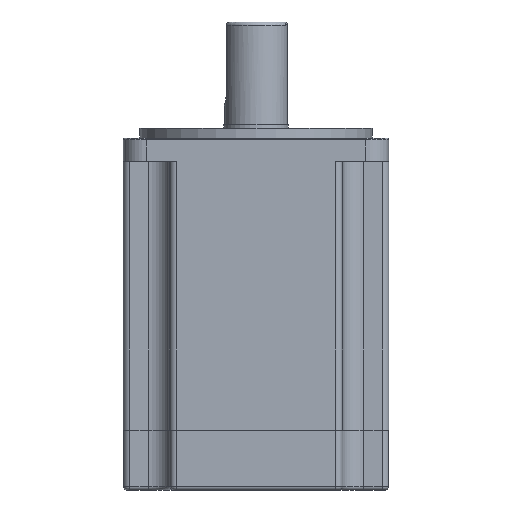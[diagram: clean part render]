
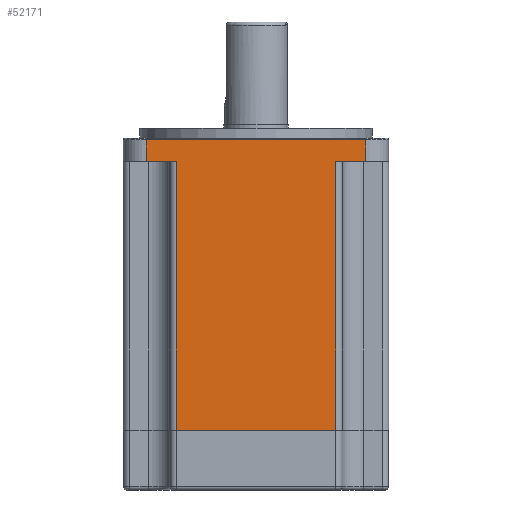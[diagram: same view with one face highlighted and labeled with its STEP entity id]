
A CAD part, front view. The second image highlights one B-rep face of the part: STEP entity #52171.
In plain terms, the highlighted planar face has unit normal (0, -1, 0).
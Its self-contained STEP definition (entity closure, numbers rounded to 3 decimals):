
#1324 = VECTOR ( 'NONE', #37136, 1000. ) ;
#2073 = EDGE_CURVE ( 'NONE', #22973, #40917, #48776, .T. ) ;
#2597 = ORIENTED_EDGE ( 'NONE', *, *, #54008, .T. ) ;
#2966 = DIRECTION ( 'NONE',  ( 0., 0., 1. ) ) ;
#3498 = EDGE_CURVE ( 'NONE', #22973, #11905, #15169, .T. ) ;
#4496 = VECTOR ( 'NONE', #17338, 1000. ) ;
#5168 = VERTEX_POINT ( 'NONE', #23889 ) ;
#6273 = CARTESIAN_POINT ( 'NONE',  ( -33., -40., -0.5 ) ) ;
#6444 = DIRECTION ( 'NONE',  ( -1., 0., 0. ) ) ;
#9495 = VECTOR ( 'NONE', #40845, 1000. ) ;
#10288 = EDGE_CURVE ( 'NONE', #36139, #11905, #46302, .T. ) ;
#10506 = CARTESIAN_POINT ( 'NONE',  ( 33., -40., -7. ) ) ;
#10672 = VERTEX_POINT ( 'NONE', #6273 ) ;
#11827 = FACE_OUTER_BOUND ( 'NONE', #39368, .T. ) ;
#11905 = VERTEX_POINT ( 'NONE', #23976 ) ;
#12639 = VECTOR ( 'NONE', #15263, 1000. ) ;
#14505 = ORIENTED_EDGE ( 'NONE', *, *, #19950, .F. ) ;
#15107 = LINE ( 'NONE', #53384, #1324 ) ;
#15169 = LINE ( 'NONE', #45891, #39412 ) ;
#15263 = DIRECTION ( 'NONE',  ( 0., 0., -1. ) ) ;
#17338 = DIRECTION ( 'NONE',  ( -1., 0., 0. ) ) ;
#17622 = ORIENTED_EDGE ( 'NONE', *, *, #29158, .F. ) ;
#18632 = EDGE_CURVE ( 'NONE', #36139, #5168, #40856, .T. ) ;
#19652 = CARTESIAN_POINT ( 'NONE',  ( -24., -40., -7. ) ) ;
#19950 = EDGE_CURVE ( 'NONE', #21439, #41684, #28967, .T. ) ;
#21100 = DIRECTION ( 'NONE',  ( 0., 0., 1. ) ) ;
#21230 = ORIENTED_EDGE ( 'NONE', *, *, #18632, .T. ) ;
#21439 = VERTEX_POINT ( 'NONE', #30244 ) ;
#22973 = VERTEX_POINT ( 'NONE', #32681 ) ;
#22990 = ORIENTED_EDGE ( 'NONE', *, *, #2073, .F. ) ;
#23889 = CARTESIAN_POINT ( 'NONE',  ( 33., -40., -0.5 ) ) ;
#23976 = CARTESIAN_POINT ( 'NONE',  ( 24., -40., -7. ) ) ;
#25500 = EDGE_CURVE ( 'NONE', #21439, #40917, #50159, .T. ) ;
#26399 = PLANE ( 'NONE',  #44738 ) ;
#28967 = LINE ( 'NONE', #52074, #44771 ) ;
#29158 = EDGE_CURVE ( 'NONE', #41684, #10672, #15107, .T. ) ;
#30244 = CARTESIAN_POINT ( 'NONE',  ( -24., -40., -7. ) ) ;
#31428 = LINE ( 'NONE', #46243, #4496 ) ;
#32681 = CARTESIAN_POINT ( 'NONE',  ( 24., -40., -88. ) ) ;
#33731 = DIRECTION ( 'NONE',  ( -1., 0., 0. ) ) ;
#34418 = CARTESIAN_POINT ( 'NONE',  ( -24., -40., -88. ) ) ;
#35619 = CARTESIAN_POINT ( 'NONE',  ( -33., -40., -7. ) ) ;
#36139 = VERTEX_POINT ( 'NONE', #38212 ) ;
#37136 = DIRECTION ( 'NONE',  ( 0., 0., 1. ) ) ;
#38212 = CARTESIAN_POINT ( 'NONE',  ( 33., -40., -7. ) ) ;
#39368 = EDGE_LOOP ( 'NONE', ( #21230, #2597, #17622, #14505, #42934, #22990, #45833, #46364 ) ) ;
#39412 = VECTOR ( 'NONE', #21100, 1000. ) ;
#40225 = VECTOR ( 'NONE', #2966, 1000. ) ;
#40845 = DIRECTION ( 'NONE',  ( -1., 0., 0. ) ) ;
#40856 = LINE ( 'NONE', #10506, #40225 ) ;
#40917 = VERTEX_POINT ( 'NONE', #34418 ) ;
#41219 = CARTESIAN_POINT ( 'NONE',  ( -33., -40., -7. ) ) ;
#41684 = VERTEX_POINT ( 'NONE', #35619 ) ;
#42772 = DIRECTION ( 'NONE',  ( 0., 1., 0. ) ) ;
#42934 = ORIENTED_EDGE ( 'NONE', *, *, #25500, .T. ) ;
#43134 = DIRECTION ( 'NONE',  ( -1., 0., 0. ) ) ;
#44738 = AXIS2_PLACEMENT_3D ( 'NONE', #51103, #42772, #43134 ) ;
#44771 = VECTOR ( 'NONE', #6444, 1000. ) ;
#45466 = VECTOR ( 'NONE', #33731, 1000. ) ;
#45833 = ORIENTED_EDGE ( 'NONE', *, *, #3498, .T. ) ;
#45891 = CARTESIAN_POINT ( 'NONE',  ( 24., -40., -7. ) ) ;
#46243 = CARTESIAN_POINT ( 'NONE',  ( -33., -40., -0.5 ) ) ;
#46302 = LINE ( 'NONE', #41219, #9495 ) ;
#46364 = ORIENTED_EDGE ( 'NONE', *, *, #10288, .F. ) ;
#48776 = LINE ( 'NONE', #51038, #45466 ) ;
#50159 = LINE ( 'NONE', #19652, #12639 ) ;
#51038 = CARTESIAN_POINT ( 'NONE',  ( -26., -40., -88. ) ) ;
#51103 = CARTESIAN_POINT ( 'NONE',  ( -33., -40., -7. ) ) ;
#52074 = CARTESIAN_POINT ( 'NONE',  ( -33., -40., -7. ) ) ;
#52171 = ADVANCED_FACE ( 'NONE', ( #11827 ), #26399, .F. ) ;
#53384 = CARTESIAN_POINT ( 'NONE',  ( -33., -40., -7. ) ) ;
#54008 = EDGE_CURVE ( 'NONE', #5168, #10672, #31428, .T. ) ;
